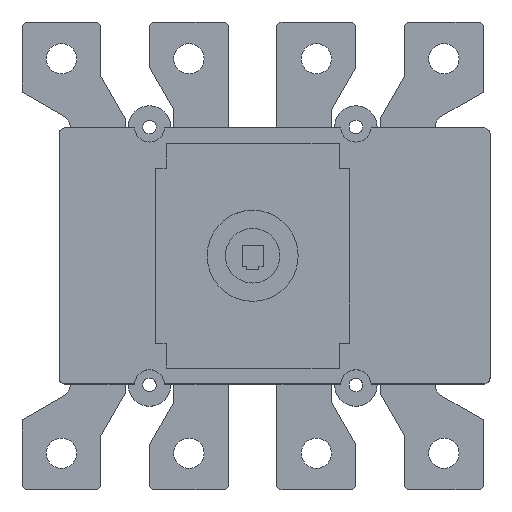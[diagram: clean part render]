
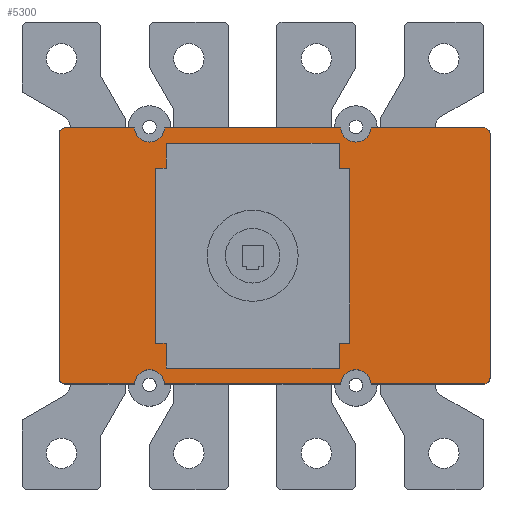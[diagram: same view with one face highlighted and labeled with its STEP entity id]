
A CAD part, top view. The second image highlights one B-rep face of the part: STEP entity #5300.
In plain terms, the highlighted planar face has unit normal (0, 0, 1).
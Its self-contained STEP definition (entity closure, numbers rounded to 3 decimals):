
#4197=CARTESIAN_POINT('',(92.809,-42.2,38.5));
#4198=VERTEX_POINT('',#4197);
#4205=CARTESIAN_POINT('',(34.791,-42.2,38.5));
#4206=VERTEX_POINT('',#4205);
#4207=CARTESIAN_POINT('',(92.809,-42.2,38.5));
#4208=DIRECTION('',(-1.0,0.0,0.0));
#4209=VECTOR('',#4208,58.018);
#4210=LINE('',#4207,#4209);
#4211=EDGE_CURVE('',#4198,#4206,#4210,.T.);
#4236=CARTESIAN_POINT('',(24.809,-42.2,38.5));
#4237=VERTEX_POINT('',#4236);
#4244=CARTESIAN_POINT('',(2.,-42.2,38.5));
#4245=VERTEX_POINT('',#4244);
#4246=CARTESIAN_POINT('',(24.809,-42.2,38.5));
#4247=DIRECTION('',(-1.0,0.0,0.0));
#4248=VECTOR('',#4247,22.809);
#4249=LINE('',#4246,#4248);
#4250=EDGE_CURVE('',#4237,#4245,#4249,.T.);
#4300=CARTESIAN_POINT('',(140.,-42.2,38.5));
#4301=VERTEX_POINT('',#4300);
#4308=CARTESIAN_POINT('',(102.791,-42.2,38.5));
#4309=VERTEX_POINT('',#4308);
#4310=CARTESIAN_POINT('',(140.,-42.2,38.5));
#4311=DIRECTION('',(-1.0,0.0,0.0));
#4312=VECTOR('',#4311,37.209);
#4313=LINE('',#4310,#4312);
#4314=EDGE_CURVE('',#4301,#4309,#4313,.T.);
#4356=CARTESIAN_POINT('',(2.,42.2,38.5));
#4357=VERTEX_POINT('',#4356);
#4364=CARTESIAN_POINT('',(24.809,42.2,38.5));
#4365=VERTEX_POINT('',#4364);
#4366=CARTESIAN_POINT('',(2.0,42.2,38.5));
#4367=DIRECTION('',(1.0,0.0,0.0));
#4368=VECTOR('',#4367,22.809);
#4369=LINE('',#4366,#4368);
#4370=EDGE_CURVE('',#4357,#4365,#4369,.T.);
#4742=CARTESIAN_POINT('',(92.3,28.8,38.5));
#4743=VERTEX_POINT('',#4742);
#4750=CARTESIAN_POINT('',(92.3,37.,38.5));
#4751=VERTEX_POINT('',#4750);
#4752=CARTESIAN_POINT('',(92.3,37.,38.5));
#4753=DIRECTION('',(0.0,-1.0,0.0));
#4754=VECTOR('',#4753,8.2);
#4755=LINE('',#4752,#4754);
#4756=EDGE_CURVE('',#4751,#4743,#4755,.T.);
#4780=CARTESIAN_POINT('',(95.8,28.8,38.5));
#4781=VERTEX_POINT('',#4780);
#4788=CARTESIAN_POINT('',(92.3,28.8,38.5));
#4789=DIRECTION('',(1.0,0.0,0.0));
#4790=VECTOR('',#4789,3.5);
#4791=LINE('',#4788,#4790);
#4792=EDGE_CURVE('',#4743,#4781,#4791,.T.);
#4811=CARTESIAN_POINT('',(95.8,-28.8,38.5));
#4812=VERTEX_POINT('',#4811);
#4819=CARTESIAN_POINT('',(95.8,28.8,38.5));
#4820=DIRECTION('',(0.0,-1.0,0.0));
#4821=VECTOR('',#4820,57.6);
#4822=LINE('',#4819,#4821);
#4823=EDGE_CURVE('',#4781,#4812,#4822,.T.);
#4842=CARTESIAN_POINT('',(92.3,-28.8,38.5));
#4843=VERTEX_POINT('',#4842);
#4850=CARTESIAN_POINT('',(95.8,-28.8,38.5));
#4851=DIRECTION('',(-1.0,0.0,0.0));
#4852=VECTOR('',#4851,3.5);
#4853=LINE('',#4850,#4852);
#4854=EDGE_CURVE('',#4812,#4843,#4853,.T.);
#4873=CARTESIAN_POINT('',(92.3,-37.,38.5));
#4874=VERTEX_POINT('',#4873);
#4881=CARTESIAN_POINT('',(92.3,-28.8,38.5));
#4882=DIRECTION('',(0.0,-1.0,0.0));
#4883=VECTOR('',#4882,8.2);
#4884=LINE('',#4881,#4883);
#4885=EDGE_CURVE('',#4843,#4874,#4884,.T.);
#4904=CARTESIAN_POINT('',(35.3,-37.,38.5));
#4905=VERTEX_POINT('',#4904);
#4912=CARTESIAN_POINT('',(92.3,-37.,38.5));
#4913=DIRECTION('',(-1.0,0.0,0.0));
#4914=VECTOR('',#4913,57.);
#4915=LINE('',#4912,#4914);
#4916=EDGE_CURVE('',#4874,#4905,#4915,.T.);
#4935=CARTESIAN_POINT('',(35.3,-28.8,38.5));
#4936=VERTEX_POINT('',#4935);
#4943=CARTESIAN_POINT('',(35.3,-37.,38.5));
#4944=DIRECTION('',(0.0,1.0,0.0));
#4945=VECTOR('',#4944,8.2);
#4946=LINE('',#4943,#4945);
#4947=EDGE_CURVE('',#4905,#4936,#4946,.T.);
#4966=CARTESIAN_POINT('',(31.8,-28.8,38.5));
#4967=VERTEX_POINT('',#4966);
#4974=CARTESIAN_POINT('',(35.3,-28.8,38.5));
#4975=DIRECTION('',(-1.0,0.0,0.0));
#4976=VECTOR('',#4975,3.5);
#4977=LINE('',#4974,#4976);
#4978=EDGE_CURVE('',#4936,#4967,#4977,.T.);
#4997=CARTESIAN_POINT('',(31.8,28.8,38.5));
#4998=VERTEX_POINT('',#4997);
#5005=CARTESIAN_POINT('',(31.8,-28.8,38.5));
#5006=DIRECTION('',(0.0,1.0,0.0));
#5007=VECTOR('',#5006,57.6);
#5008=LINE('',#5005,#5007);
#5009=EDGE_CURVE('',#4967,#4998,#5008,.T.);
#5028=CARTESIAN_POINT('',(35.3,28.8,38.5));
#5029=VERTEX_POINT('',#5028);
#5036=CARTESIAN_POINT('',(31.8,28.8,38.5));
#5037=DIRECTION('',(1.0,0.0,0.0));
#5038=VECTOR('',#5037,3.5);
#5039=LINE('',#5036,#5038);
#5040=EDGE_CURVE('',#4998,#5029,#5039,.T.);
#5059=CARTESIAN_POINT('',(35.3,37.,38.5));
#5060=VERTEX_POINT('',#5059);
#5067=CARTESIAN_POINT('',(35.3,28.8,38.5));
#5068=DIRECTION('',(0.0,1.0,0.0));
#5069=VECTOR('',#5068,8.2);
#5070=LINE('',#5067,#5069);
#5071=EDGE_CURVE('',#5029,#5060,#5070,.T.);
#5089=CARTESIAN_POINT('',(35.3,37.,38.5));
#5090=DIRECTION('',(1.0,0.0,0.0));
#5091=VECTOR('',#5090,57.);
#5092=LINE('',#5089,#5091);
#5093=EDGE_CURVE('',#5060,#4751,#5092,.T.);
#5128=CARTESIAN_POINT('',(140.,42.2,38.5));
#5129=VERTEX_POINT('',#5128);
#5130=CARTESIAN_POINT('',(142.0,40.2,38.5));
#5131=VERTEX_POINT('',#5130);
#5132=CARTESIAN_POINT('',(140.,40.2,38.5));
#5133=DIRECTION('',(0.0,0.0,-1.0));
#5134=DIRECTION('',(0.707,0.707,0.0));
#5135=AXIS2_PLACEMENT_3D('',#5132,#5133,#5134);
#5136=CIRCLE('',#5135,2.0);
#5137=EDGE_CURVE('',#5129,#5131,#5136,.T.);
#5171=CARTESIAN_POINT('',(142.0,-40.2,38.5));
#5172=VERTEX_POINT('',#5171);
#5173=CARTESIAN_POINT('',(142.0,40.2,38.5));
#5174=DIRECTION('',(0.0,-1.0,0.0));
#5175=VECTOR('',#5174,80.4);
#5176=LINE('',#5173,#5175);
#5177=EDGE_CURVE('',#5131,#5172,#5176,.T.);
#5196=CARTESIAN_POINT('',(71.,0.0,38.5));
#5197=DIRECTION('',(0.0,0.0,1.0));
#5198=DIRECTION('',(1.0,0.0,0.0));
#5199=AXIS2_PLACEMENT_3D('',#5196,#5197,#5198);
#5200=PLANE('',#5199);
#5201=ORIENTED_EDGE('',*,*,#5137,.F.);
#5202=CARTESIAN_POINT('',(102.791,42.2,38.5));
#5203=VERTEX_POINT('',#5202);
#5204=CARTESIAN_POINT('',(102.791,42.2,38.5));
#5205=DIRECTION('',(1.0,0.0,0.0));
#5206=VECTOR('',#5205,37.209);
#5207=LINE('',#5204,#5206);
#5208=EDGE_CURVE('',#5203,#5129,#5207,.T.);
#5209=ORIENTED_EDGE('',*,*,#5208,.F.);
#5210=CARTESIAN_POINT('',(92.809,42.2,38.5));
#5211=VERTEX_POINT('',#5210);
#5212=CARTESIAN_POINT('',(97.8,42.5,38.5));
#5213=DIRECTION('',(0.0,0.0,-1.0));
#5214=DIRECTION('',(-0.998,-0.06,0.0));
#5215=AXIS2_PLACEMENT_3D('',#5212,#5213,#5214);
#5216=CIRCLE('',#5215,5.);
#5217=EDGE_CURVE('',#5203,#5211,#5216,.T.);
#5218=ORIENTED_EDGE('',*,*,#5217,.T.);
#5219=CARTESIAN_POINT('',(34.791,42.2,38.5));
#5220=VERTEX_POINT('',#5219);
#5221=CARTESIAN_POINT('',(34.791,42.2,38.5));
#5222=DIRECTION('',(1.0,0.0,0.0));
#5223=VECTOR('',#5222,58.018);
#5224=LINE('',#5221,#5223);
#5225=EDGE_CURVE('',#5220,#5211,#5224,.T.);
#5226=ORIENTED_EDGE('',*,*,#5225,.F.);
#5227=CARTESIAN_POINT('',(29.8,42.5,38.5));
#5228=DIRECTION('',(0.0,0.0,-1.0));
#5229=DIRECTION('',(-0.998,-0.06,0.0));
#5230=AXIS2_PLACEMENT_3D('',#5227,#5228,#5229);
#5231=CIRCLE('',#5230,5.);
#5232=EDGE_CURVE('',#5220,#4365,#5231,.T.);
#5233=ORIENTED_EDGE('',*,*,#5232,.T.);
#5234=ORIENTED_EDGE('',*,*,#4370,.F.);
#5235=CARTESIAN_POINT('',(0.,40.2,38.5));
#5236=VERTEX_POINT('',#5235);
#5237=CARTESIAN_POINT('',(2.,40.2,38.5));
#5238=DIRECTION('',(0.0,0.0,-1.0));
#5239=DIRECTION('',(-0.707,0.707,0.0));
#5240=AXIS2_PLACEMENT_3D('',#5237,#5238,#5239);
#5241=CIRCLE('',#5240,2.0);
#5242=EDGE_CURVE('',#5236,#4357,#5241,.T.);
#5243=ORIENTED_EDGE('',*,*,#5242,.F.);
#5244=CARTESIAN_POINT('',(0.,-40.2,38.5));
#5245=VERTEX_POINT('',#5244);
#5246=CARTESIAN_POINT('',(0.,-40.2,38.5));
#5247=DIRECTION('',(0.0,1.0,0.0));
#5248=VECTOR('',#5247,80.4);
#5249=LINE('',#5246,#5248);
#5250=EDGE_CURVE('',#5245,#5236,#5249,.T.);
#5251=ORIENTED_EDGE('',*,*,#5250,.F.);
#5252=CARTESIAN_POINT('',(2.,-40.2,38.5));
#5253=DIRECTION('',(0.0,0.0,-1.0));
#5254=DIRECTION('',(-0.707,-0.707,0.0));
#5255=AXIS2_PLACEMENT_3D('',#5252,#5253,#5254);
#5256=CIRCLE('',#5255,2.0);
#5257=EDGE_CURVE('',#4245,#5245,#5256,.T.);
#5258=ORIENTED_EDGE('',*,*,#5257,.F.);
#5259=ORIENTED_EDGE('',*,*,#4250,.F.);
#5260=CARTESIAN_POINT('',(29.8,-42.5,38.5));
#5261=DIRECTION('',(0.0,0.0,-1.0));
#5262=DIRECTION('',(0.998,0.06,0.0));
#5263=AXIS2_PLACEMENT_3D('',#5260,#5261,#5262);
#5264=CIRCLE('',#5263,5.);
#5265=EDGE_CURVE('',#4237,#4206,#5264,.T.);
#5266=ORIENTED_EDGE('',*,*,#5265,.T.);
#5267=ORIENTED_EDGE('',*,*,#4211,.F.);
#5268=CARTESIAN_POINT('',(97.8,-42.5,38.5));
#5269=DIRECTION('',(0.0,0.0,-1.0));
#5270=DIRECTION('',(0.998,0.06,0.0));
#5271=AXIS2_PLACEMENT_3D('',#5268,#5269,#5270);
#5272=CIRCLE('',#5271,5.);
#5273=EDGE_CURVE('',#4198,#4309,#5272,.T.);
#5274=ORIENTED_EDGE('',*,*,#5273,.T.);
#5275=ORIENTED_EDGE('',*,*,#4314,.F.);
#5276=CARTESIAN_POINT('',(140.,-40.2,38.5));
#5277=DIRECTION('',(0.0,0.0,-1.0));
#5278=DIRECTION('',(0.707,-0.707,0.0));
#5279=AXIS2_PLACEMENT_3D('',#5276,#5277,#5278);
#5280=CIRCLE('',#5279,2.0);
#5281=EDGE_CURVE('',#5172,#4301,#5280,.T.);
#5282=ORIENTED_EDGE('',*,*,#5281,.F.);
#5283=ORIENTED_EDGE('',*,*,#5177,.F.);
#5284=EDGE_LOOP('',(#5201,#5209,#5218,#5226,#5233,#5234,#5243,#5251,#5258,#5259,#5266,#5267,#5274,#5275,#5282,#5283));
#5285=FACE_OUTER_BOUND('',#5284,.T.);
#5286=ORIENTED_EDGE('',*,*,#4756,.T.);
#5287=ORIENTED_EDGE('',*,*,#4792,.T.);
#5288=ORIENTED_EDGE('',*,*,#4823,.T.);
#5289=ORIENTED_EDGE('',*,*,#4854,.T.);
#5290=ORIENTED_EDGE('',*,*,#4885,.T.);
#5291=ORIENTED_EDGE('',*,*,#4916,.T.);
#5292=ORIENTED_EDGE('',*,*,#4947,.T.);
#5293=ORIENTED_EDGE('',*,*,#4978,.T.);
#5294=ORIENTED_EDGE('',*,*,#5009,.T.);
#5295=ORIENTED_EDGE('',*,*,#5040,.T.);
#5296=ORIENTED_EDGE('',*,*,#5071,.T.);
#5297=ORIENTED_EDGE('',*,*,#5093,.T.);
#5298=EDGE_LOOP('',(#5286,#5287,#5288,#5289,#5290,#5291,#5292,#5293,#5294,#5295,#5296,#5297));
#5299=FACE_BOUND('',#5298,.T.);
#5300=ADVANCED_FACE('',(#5285,#5299),#5200,.T.);
